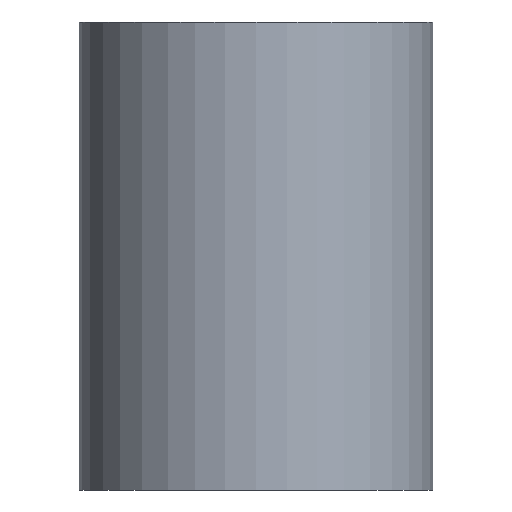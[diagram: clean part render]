
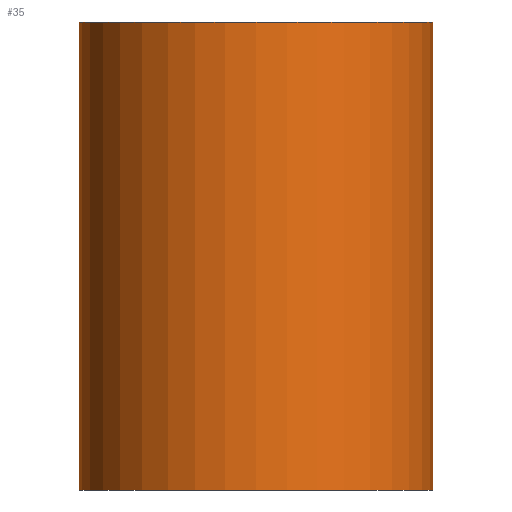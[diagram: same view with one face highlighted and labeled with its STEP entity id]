
A CAD part, front view. The second image highlights one B-rep face of the part: STEP entity #35.
In plain terms, the highlighted cylindrical face has radius 4.801 mm (diameter 9.601 mm), a partial arc.
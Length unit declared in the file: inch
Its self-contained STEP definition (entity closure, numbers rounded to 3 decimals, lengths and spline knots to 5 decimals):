
#3 = AXIS2_PLACEMENT_3D ( 'NONE', #51, #86, #141 ) ;
#9 = DIRECTION ( 'NONE',  ( 0., 0., -1. ) ) ;
#11 = CARTESIAN_POINT ( 'NONE',  ( -0.189, 0., 0.25 ) ) ;
#12 = EDGE_CURVE ( 'NONE', #203, #101, #238, .T. ) ;
#20 = FACE_OUTER_BOUND ( 'NONE', #150, .T. ) ;
#31 = CARTESIAN_POINT ( 'NONE',  ( 0., 0., 0.25 ) ) ;
#35 = ADVANCED_FACE ( 'NONE', ( #20 ), #40, .T. ) ;
#40 = CYLINDRICAL_SURFACE ( 'NONE', #173, 0.189 ) ;
#51 = CARTESIAN_POINT ( 'NONE',  ( 0., 0., -0.25 ) ) ;
#56 = DIRECTION ( 'NONE',  ( -1., 0., 0. ) ) ;
#60 = VERTEX_POINT ( 'NONE', #156 ) ;
#62 = VECTOR ( 'NONE', #243, 39.37008 ) ;
#82 = ORIENTED_EDGE ( 'NONE', *, *, #12, .F. ) ;
#86 = DIRECTION ( 'NONE',  ( 0., 0., 1. ) ) ;
#99 = EDGE_CURVE ( 'NONE', #126, #203, #103, .T. ) ;
#101 = VERTEX_POINT ( 'NONE', #204 ) ;
#103 = CIRCLE ( 'NONE', #192, 0.189 ) ;
#104 = CARTESIAN_POINT ( 'NONE',  ( -0.189, 0., 0.25 ) ) ;
#107 = ORIENTED_EDGE ( 'NONE', *, *, #213, .T. ) ;
#118 = VECTOR ( 'NONE', #9, 39.37008 ) ;
#120 = EDGE_CURVE ( 'NONE', #60, #101, #184, .T. ) ;
#126 = VERTEX_POINT ( 'NONE', #11 ) ;
#141 = DIRECTION ( 'NONE',  ( 1., 0., 0. ) ) ;
#150 = EDGE_LOOP ( 'NONE', ( #82, #201, #107, #157 ) ) ;
#156 = CARTESIAN_POINT ( 'NONE',  ( -0.189, 0., -0.25 ) ) ;
#157 = ORIENTED_EDGE ( 'NONE', *, *, #120, .T. ) ;
#159 = DIRECTION ( 'NONE',  ( 0., 0., 1. ) ) ;
#161 = CARTESIAN_POINT ( 'NONE',  ( 0., 0., 0.25 ) ) ;
#166 = DIRECTION ( 'NONE',  ( 0., 0., -1. ) ) ;
#173 = AXIS2_PLACEMENT_3D ( 'NONE', #161, #166, #56 ) ;
#184 = CIRCLE ( 'NONE', #3, 0.189 ) ;
#186 = DIRECTION ( 'NONE',  ( 1., 0., 0. ) ) ;
#187 = CARTESIAN_POINT ( 'NONE',  ( 0.189, 0., 0.25 ) ) ;
#192 = AXIS2_PLACEMENT_3D ( 'NONE', #31, #159, #186 ) ;
#201 = ORIENTED_EDGE ( 'NONE', *, *, #99, .F. ) ;
#203 = VERTEX_POINT ( 'NONE', #187 ) ;
#204 = CARTESIAN_POINT ( 'NONE',  ( 0.189, 0., -0.25 ) ) ;
#213 = EDGE_CURVE ( 'NONE', #126, #60, #248, .T. ) ;
#217 = CARTESIAN_POINT ( 'NONE',  ( 0.189, 0., 0.25 ) ) ;
#238 = LINE ( 'NONE', #217, #62 ) ;
#243 = DIRECTION ( 'NONE',  ( 0., 0., -1. ) ) ;
#248 = LINE ( 'NONE', #104, #118 ) ;
